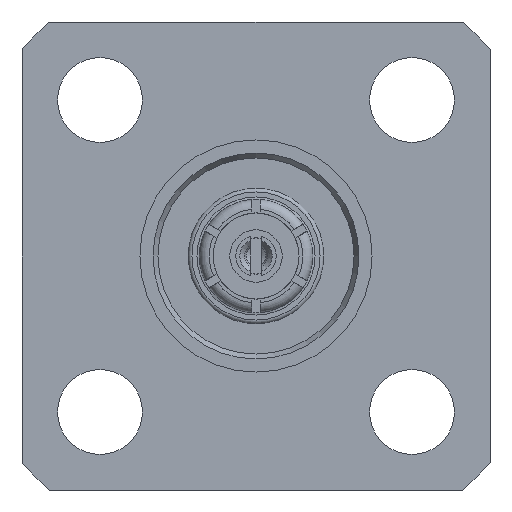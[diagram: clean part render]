
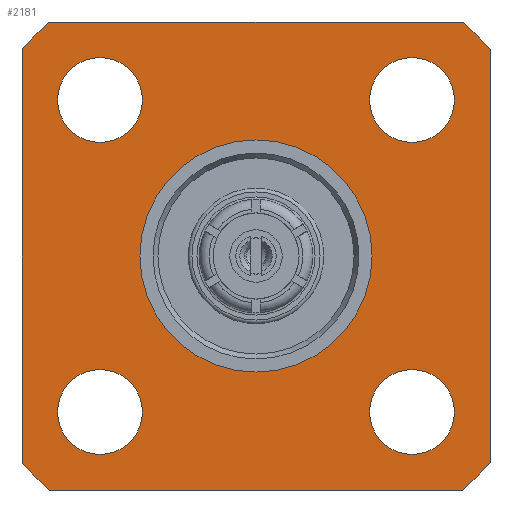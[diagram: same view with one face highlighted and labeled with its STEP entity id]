
A CAD part, left-side view. The second image highlights one B-rep face of the part: STEP entity #2181.
In plain terms, the highlighted planar face has unit normal (-1, 0, 0).
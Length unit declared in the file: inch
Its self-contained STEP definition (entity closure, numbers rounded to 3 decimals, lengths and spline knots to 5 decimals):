
#132=FACE_BOUND('',#438,.T.);
#133=FACE_BOUND('',#439,.T.);
#134=FACE_BOUND('',#440,.T.);
#135=FACE_BOUND('',#441,.T.);
#136=FACE_BOUND('',#442,.T.);
#192=PLANE('',#2442);
#307=FACE_OUTER_BOUND('',#437,.T.);
#437=EDGE_LOOP('',(#1973,#1974,#1975,#1976,#1977,#1978,#1979,#1980));
#438=EDGE_LOOP('',(#1981));
#439=EDGE_LOOP('',(#1982));
#440=EDGE_LOOP('',(#1983));
#441=EDGE_LOOP('',(#1984));
#442=EDGE_LOOP('',(#1985));
#564=LINE('',#4050,#687);
#568=LINE('',#4059,#691);
#572=LINE('',#4068,#695);
#576=LINE('',#4077,#699);
#687=VECTOR('',#3021,0.3937);
#691=VECTOR('',#3027,0.3937);
#695=VECTOR('',#3033,0.3937);
#699=VECTOR('',#3039,0.3937);
#816=CIRCLE('',#2428,0.034);
#818=CIRCLE('',#2431,0.034);
#820=CIRCLE('',#2434,0.034);
#822=CIRCLE('',#2437,0.034);
#823=CIRCLE('',#2443,0.25);
#824=CIRCLE('',#2444,0.25);
#825=CIRCLE('',#2445,0.25);
#826=CIRCLE('',#2446,0.25);
#827=CIRCLE('',#2447,0.093);
#1025=VERTEX_POINT('',#4026);
#1027=VERTEX_POINT('',#4032);
#1029=VERTEX_POINT('',#4038);
#1031=VERTEX_POINT('',#4044);
#1032=VERTEX_POINT('',#4048);
#1033=VERTEX_POINT('',#4049);
#1036=VERTEX_POINT('',#4057);
#1037=VERTEX_POINT('',#4058);
#1040=VERTEX_POINT('',#4066);
#1041=VERTEX_POINT('',#4067);
#1044=VERTEX_POINT('',#4075);
#1045=VERTEX_POINT('',#4076);
#1048=VERTEX_POINT('',#4088);
#1337=EDGE_CURVE('',#1025,#1025,#816,.T.);
#1340=EDGE_CURVE('',#1027,#1027,#818,.T.);
#1343=EDGE_CURVE('',#1029,#1029,#820,.T.);
#1346=EDGE_CURVE('',#1031,#1031,#822,.T.);
#1347=EDGE_CURVE('',#1032,#1033,#564,.T.);
#1351=EDGE_CURVE('',#1036,#1037,#568,.T.);
#1355=EDGE_CURVE('',#1040,#1041,#572,.T.);
#1359=EDGE_CURVE('',#1044,#1045,#576,.T.);
#1363=EDGE_CURVE('',#1040,#1033,#823,.T.);
#1364=EDGE_CURVE('',#1044,#1041,#824,.T.);
#1365=EDGE_CURVE('',#1036,#1045,#825,.T.);
#1366=EDGE_CURVE('',#1032,#1037,#826,.T.);
#1367=EDGE_CURVE('',#1048,#1048,#827,.T.);
#1973=ORIENTED_EDGE('',*,*,#1347,.T.);
#1974=ORIENTED_EDGE('',*,*,#1363,.F.);
#1975=ORIENTED_EDGE('',*,*,#1355,.T.);
#1976=ORIENTED_EDGE('',*,*,#1364,.F.);
#1977=ORIENTED_EDGE('',*,*,#1359,.T.);
#1978=ORIENTED_EDGE('',*,*,#1365,.F.);
#1979=ORIENTED_EDGE('',*,*,#1351,.T.);
#1980=ORIENTED_EDGE('',*,*,#1366,.F.);
#1981=ORIENTED_EDGE('',*,*,#1337,.T.);
#1982=ORIENTED_EDGE('',*,*,#1340,.T.);
#1983=ORIENTED_EDGE('',*,*,#1343,.T.);
#1984=ORIENTED_EDGE('',*,*,#1346,.T.);
#1985=ORIENTED_EDGE('',*,*,#1367,.T.);
#2181=ADVANCED_FACE('',(#307,#132,#133,#134,#135,#136),#192,.T.);
#2428=AXIS2_PLACEMENT_3D('',#4028,#2996,#2997);
#2431=AXIS2_PLACEMENT_3D('',#4034,#3003,#3004);
#2434=AXIS2_PLACEMENT_3D('',#4040,#3010,#3011);
#2437=AXIS2_PLACEMENT_3D('',#4046,#3017,#3018);
#2442=AXIS2_PLACEMENT_3D('',#4083,#3043,#3044);
#2443=AXIS2_PLACEMENT_3D('',#4084,#3045,#3046);
#2444=AXIS2_PLACEMENT_3D('',#4085,#3047,#3048);
#2445=AXIS2_PLACEMENT_3D('',#4086,#3049,#3050);
#2446=AXIS2_PLACEMENT_3D('',#4087,#3051,#3052);
#2447=AXIS2_PLACEMENT_3D('',#4089,#3053,#3054);
#2996=DIRECTION('center_axis',(1.,0.,0.));
#2997=DIRECTION('ref_axis',(0.,0.,-1.));
#3003=DIRECTION('center_axis',(1.,0.,0.));
#3004=DIRECTION('ref_axis',(0.,0.,-1.));
#3010=DIRECTION('center_axis',(1.,0.,0.));
#3011=DIRECTION('ref_axis',(0.,0.,-1.));
#3017=DIRECTION('center_axis',(1.,0.,0.));
#3018=DIRECTION('ref_axis',(0.,0.,-1.));
#3021=DIRECTION('',(0.,0.,1.));
#3027=DIRECTION('',(0.,-1.,0.));
#3033=DIRECTION('',(0.,1.,0.));
#3039=DIRECTION('',(0.,0.,-1.));
#3043=DIRECTION('center_axis',(-1.,0.,0.));
#3044=DIRECTION('ref_axis',(0.,0.,1.));
#3045=DIRECTION('center_axis',(1.,0.,0.));
#3046=DIRECTION('ref_axis',(0.,0.,-1.));
#3047=DIRECTION('center_axis',(1.,0.,0.));
#3048=DIRECTION('ref_axis',(0.,0.,-1.));
#3049=DIRECTION('center_axis',(1.,0.,0.));
#3050=DIRECTION('ref_axis',(0.,0.,-1.));
#3051=DIRECTION('center_axis',(1.,0.,0.));
#3052=DIRECTION('ref_axis',(0.,0.,-1.));
#3053=DIRECTION('center_axis',(1.,0.,0.));
#3054=DIRECTION('ref_axis',(0.,0.,-1.));
#4026=CARTESIAN_POINT('',(0.085,-0.125,-0.091));
#4028=CARTESIAN_POINT('Origin',(0.085,-0.125,-0.125));
#4032=CARTESIAN_POINT('',(0.085,0.125,-0.091));
#4034=CARTESIAN_POINT('Origin',(0.085,0.125,-0.125));
#4038=CARTESIAN_POINT('',(0.085,-0.125,0.159));
#4040=CARTESIAN_POINT('Origin',(0.085,-0.125,0.125));
#4044=CARTESIAN_POINT('',(0.085,0.125,0.159));
#4046=CARTESIAN_POINT('Origin',(0.085,0.125,0.125));
#4048=CARTESIAN_POINT('',(0.085,-0.1875,-0.16536));
#4049=CARTESIAN_POINT('',(0.085,-0.1875,0.16536));
#4050=CARTESIAN_POINT('',(0.085,-0.1875,0.08268));
#4057=CARTESIAN_POINT('',(0.085,0.16536,-0.1875));
#4058=CARTESIAN_POINT('',(0.085,-0.16536,-0.1875));
#4059=CARTESIAN_POINT('',(0.085,0.04232,-0.1875));
#4066=CARTESIAN_POINT('',(0.085,-0.16536,0.1875));
#4067=CARTESIAN_POINT('',(0.085,0.16536,0.1875));
#4068=CARTESIAN_POINT('',(0.085,0.20768,0.1875));
#4075=CARTESIAN_POINT('',(0.085,0.1875,0.16536));
#4076=CARTESIAN_POINT('',(0.085,0.1875,-0.16536));
#4077=CARTESIAN_POINT('',(0.085,0.1875,-0.08268));
#4083=CARTESIAN_POINT('Origin',(0.085,0.25,0.));
#4084=CARTESIAN_POINT('Origin',(0.085,0.,0.));
#4085=CARTESIAN_POINT('Origin',(0.085,0.,0.));
#4086=CARTESIAN_POINT('Origin',(0.085,0.,0.));
#4087=CARTESIAN_POINT('Origin',(0.085,0.,0.));
#4088=CARTESIAN_POINT('',(0.085,-0.093,0.));
#4089=CARTESIAN_POINT('Origin',(0.085,0.,0.));
